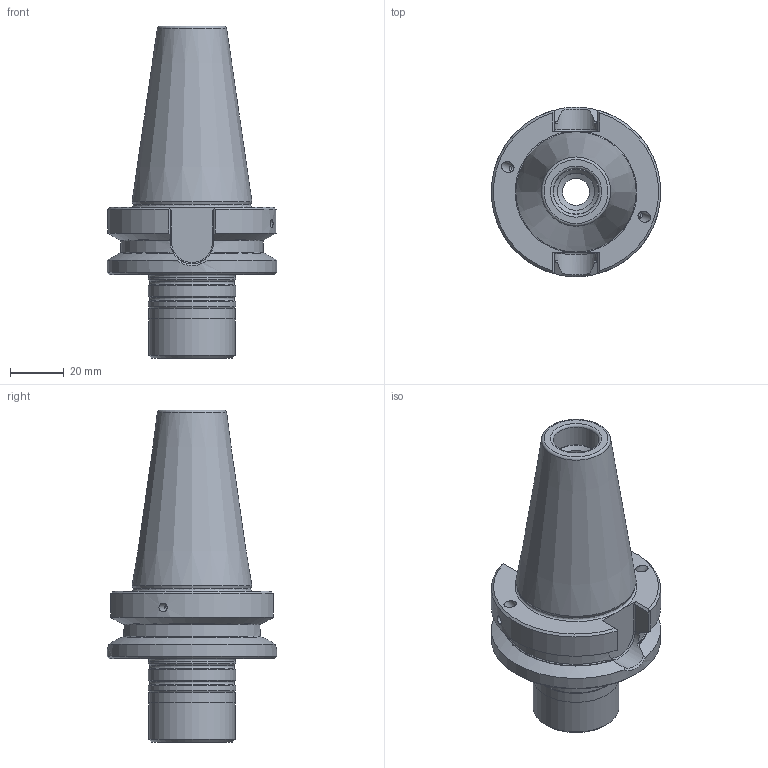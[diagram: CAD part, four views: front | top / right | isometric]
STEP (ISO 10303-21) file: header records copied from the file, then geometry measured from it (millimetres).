
FILE_DESCRIPTION(/* description */ (''),/* implementation_level */ '2;1');
FILE_NAME(/* name */ '414012533.stp',/* time_stamp */ '2021-01-08T12:37:39',/* author */ ('LRA'),/* organization */ ('REGO-FIX'),/* preprocessor_version */ ' Unknown',/* originating_system */ 'SIEMENS PLM Software Solid Edge ST10',/* authorization */ 'Unknown');
FILE_SCHEMA (('AUTOMOTIVE_DESIGN { 1 0 10303 214 2 1 1}'));
Length unit declared in the file: millimetre
Products named in the file (1): NOCUT
Bounding box: 63 x 63 x 123.4 mm (x, y, z)
Volume: 132962.5 mm3; surface area: 27923.1 mm2
Topology: 1 solids, 1 shells, 107 faces, 278 edges, 174 vertices
Faces by surface type: plane 37, cylinder 30, cone 24, torus 14, bspline 2
Full cylindrical faces by diameter (mm): 3.242 x4, 3.9 x2, 10.106 x1, 13.834 x1, 13.835 x1, 17 x1, 18 x1, 32 x2, 32.5 x4, 63 x1
Entity records: 3878 total; most frequent: CARTESIAN_POINT 817, DIRECTION 466, ORIENTED_EDGE 424, EDGE_CURVE 212, AXIS2_PLACEMENT_3D 201, FACE_BOUND 166, EDGE_LOOP 164, VERTEX_POINT 156
